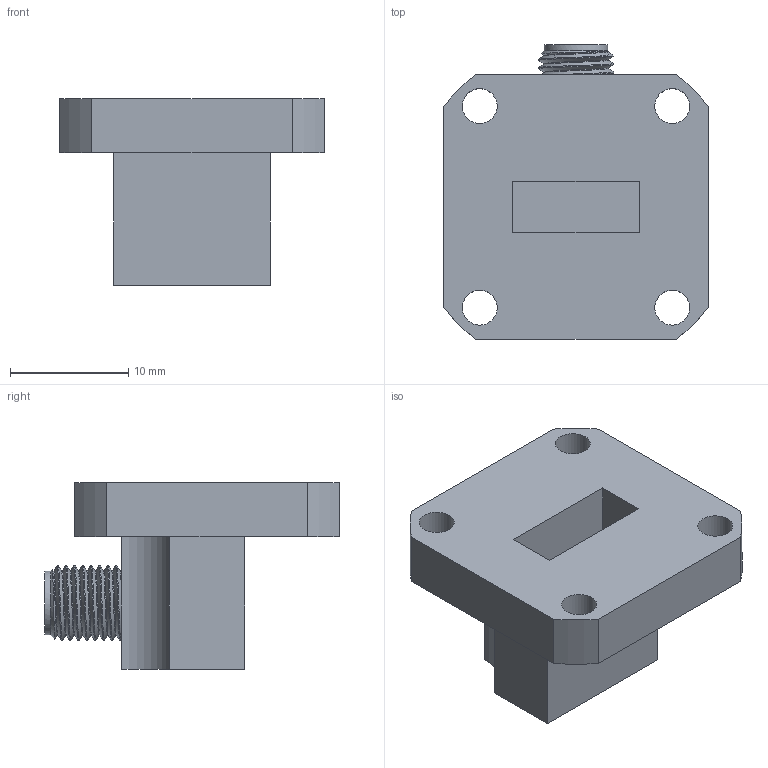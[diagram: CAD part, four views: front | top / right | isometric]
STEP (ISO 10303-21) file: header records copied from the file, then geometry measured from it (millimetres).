
FILE_DESCRIPTION (( 'STEP AP203' ), '1' );
FILE_NAME ('PEWCA1022_3D.step', '2020-06-22T21:16:30', ( '' ), ( '' ), 'SwSTEP 2.0', 'SolidWorks 2018', '' );
FILE_SCHEMA (( 'CONFIG_CONTROL_DESIGN' ));
Length unit declared in the file: inch
Products named in the file (1): PEWCA1022_3D
Bounding box: 22.35 x 24.89 x 15.76 mm (x, y, z)
Volume: 2916 mm3; surface area: 2731.9 mm2
Topology: 2 solids, 2 shells, 62 faces, 157 edges, 104 vertices
Faces by surface type: plane 35, cylinder 19, cone 5, bspline 3
Full cylindrical faces by diameter (mm): 0.914 x1, 1.168 x1, 2.946 x4, 4.572 x1, 5.385 x1
Entity records: 3296 total; most frequent: CARTESIAN_POINT 1773, DIRECTION 294, ORIENTED_EDGE 284, EDGE_CURVE 142, AXIS2_PLACEMENT_3D 107, VERTEX_POINT 100, EDGE_LOOP 86, VECTOR 80
